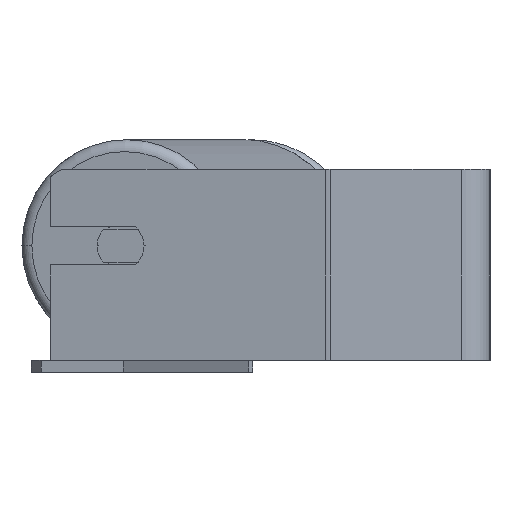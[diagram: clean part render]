
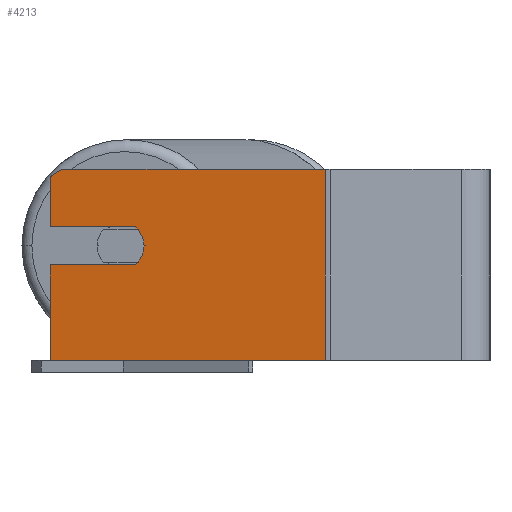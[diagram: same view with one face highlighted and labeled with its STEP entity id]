
A CAD part, left-side view. The second image highlights one B-rep face of the part: STEP entity #4213.
In plain terms, the highlighted planar face has unit normal (-0.985, 0.174, 0).
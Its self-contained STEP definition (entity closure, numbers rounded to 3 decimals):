
#89 = LINE ( 'NONE', #2870, #2202 ) ;
#185 = VECTOR ( 'NONE', #6076, 1000. ) ;
#261 = VERTEX_POINT ( 'NONE', #7515 ) ;
#282 = VECTOR ( 'NONE', #6206, 1000. ) ;
#481 = VERTEX_POINT ( 'NONE', #5103 ) ;
#486 = DIRECTION ( 'NONE',  ( 0.15, 0.853, -0.5 ) ) ;
#561 = ORIENTED_EDGE ( 'NONE', *, *, #6584, .F. ) ;
#837 = CARTESIAN_POINT ( 'NONE',  ( -489.818, 68.954, 40. ) ) ;
#853 = VERTEX_POINT ( 'NONE', #6516 ) ;
#973 = EDGE_CURVE ( 'NONE', #3247, #7573, #2174, .T. ) ;
#1220 = VECTOR ( 'NONE', #486, 1000. ) ;
#1325 = DIRECTION ( 'NONE',  ( -0.985, 0.174, 0. ) ) ;
#1605 = VECTOR ( 'NONE', #8272, 1000. ) ;
#1647 = CARTESIAN_POINT ( 'NONE',  ( -469.472, 184.338, 37.113 ) ) ;
#1807 = CARTESIAN_POINT ( 'NONE',  ( -474.682, 154.794, 8. ) ) ;
#1837 = LINE ( 'NONE', #6780, #1220 ) ;
#2007 = EDGE_CURVE ( 'NONE', #4123, #2442, #5544, .T. ) ;
#2080 = CARTESIAN_POINT ( 'NONE',  ( -469.472, 184.338, 40. ) ) ;
#2134 = LINE ( 'NONE', #6383, #282 ) ;
#2174 = CIRCLE ( 'NONE', #7294, 10. ) ;
#2202 = VECTOR ( 'NONE', #2915, 1000. ) ;
#2416 = EDGE_CURVE ( 'NONE', #481, #5044, #4089, .T. ) ;
#2429 = ORIENTED_EDGE ( 'NONE', *, *, #8329, .F. ) ;
#2442 = VERTEX_POINT ( 'NONE', #5654 ) ;
#2575 = ORIENTED_EDGE ( 'NONE', *, *, #2416, .T. ) ;
#2761 = CARTESIAN_POINT ( 'NONE',  ( -489.818, 68.954, -40. ) ) ;
#2788 = EDGE_CURVE ( 'NONE', #5501, #481, #89, .T. ) ;
#2815 = CARTESIAN_POINT ( 'NONE',  ( -469.472, 184.338, -40. ) ) ;
#2870 = CARTESIAN_POINT ( 'NONE',  ( -469.472, 184.338, 40. ) ) ;
#2915 = DIRECTION ( 'NONE',  ( 0., 0., -1. ) ) ;
#2990 = DIRECTION ( 'NONE',  ( 0.174, 0.985, 0. ) ) ;
#3008 = EDGE_LOOP ( 'NONE', ( #5882, #5943, #5773, #5456, #2429, #7383, #7709, #5959, #2575, #561 ) ) ;
#3159 = LINE ( 'NONE', #5930, #185 ) ;
#3247 = VERTEX_POINT ( 'NONE', #9050 ) ;
#3292 = DIRECTION ( 'NONE',  ( 0.174, 0.985, 0. ) ) ;
#3388 = FACE_OUTER_BOUND ( 'NONE', #3008, .T. ) ;
#3486 = AXIS2_PLACEMENT_3D ( 'NONE', #6972, #1325, #6198 ) ;
#3766 = EDGE_CURVE ( 'NONE', #5912, #4123, #1837, .T. ) ;
#3792 = EDGE_CURVE ( 'NONE', #5912, #853, #3159, .T. ) ;
#3998 = AXIS2_PLACEMENT_3D ( 'NONE', #6773, #4748, #3292 ) ;
#4075 = VECTOR ( 'NONE', #8528, 1000. ) ;
#4089 = LINE ( 'NONE', #2815, #6279 ) ;
#4123 = VERTEX_POINT ( 'NONE', #1647 ) ;
#4213 = ADVANCED_FACE ( 'NONE', ( #3388 ), #7601, .F. ) ;
#4471 = CARTESIAN_POINT ( 'NONE',  ( -469.472, 184.338, 0. ) ) ;
#4592 = DIRECTION ( 'NONE',  ( -0.985, 0.174, 0. ) ) ;
#4748 = DIRECTION ( 'NONE',  ( 0.985, -0.174, 0. ) ) ;
#5044 = VERTEX_POINT ( 'NONE', #2761 ) ;
#5103 = CARTESIAN_POINT ( 'NONE',  ( -469.472, 184.338, -40. ) ) ;
#5456 = ORIENTED_EDGE ( 'NONE', *, *, #8899, .F. ) ;
#5501 = VERTEX_POINT ( 'NONE', #4471 ) ;
#5544 = LINE ( 'NONE', #2080, #1605 ) ;
#5578 = DIRECTION ( 'NONE',  ( -0.174, -0.985, 0. ) ) ;
#5654 = CARTESIAN_POINT ( 'NONE',  ( -469.472, 184.338, 16. ) ) ;
#5773 = ORIENTED_EDGE ( 'NONE', *, *, #2007, .T. ) ;
#5882 = ORIENTED_EDGE ( 'NONE', *, *, #3792, .F. ) ;
#5912 = VERTEX_POINT ( 'NONE', #8658 ) ;
#5930 = CARTESIAN_POINT ( 'NONE',  ( -469.472, 184.338, 40. ) ) ;
#5943 = ORIENTED_EDGE ( 'NONE', *, *, #3766, .T. ) ;
#5959 = ORIENTED_EDGE ( 'NONE', *, *, #2788, .T. ) ;
#6076 = DIRECTION ( 'NONE',  ( -0.174, -0.985, 0. ) ) ;
#6198 = DIRECTION ( 'NONE',  ( -0.174, -0.985, 0. ) ) ;
#6206 = DIRECTION ( 'NONE',  ( -0.174, -0.985, 0. ) ) ;
#6251 = CIRCLE ( 'NONE', #3486, 10. ) ;
#6279 = VECTOR ( 'NONE', #5578, 1000. ) ;
#6383 = CARTESIAN_POINT ( 'NONE',  ( -475.724, 148.885, 0. ) ) ;
#6516 = CARTESIAN_POINT ( 'NONE',  ( -489.818, 68.954, 40. ) ) ;
#6584 = EDGE_CURVE ( 'NONE', #853, #5044, #7094, .T. ) ;
#6614 = DIRECTION ( 'NONE',  ( -0.174, -0.985, 0. ) ) ;
#6711 = VECTOR ( 'NONE', #2990, 1000. ) ;
#6773 = CARTESIAN_POINT ( 'NONE',  ( -469.472, 184.338, 40. ) ) ;
#6780 = CARTESIAN_POINT ( 'NONE',  ( -469.472, 184.338, 37.113 ) ) ;
#6877 = EDGE_CURVE ( 'NONE', #5501, #3247, #2134, .T. ) ;
#6960 = CARTESIAN_POINT ( 'NONE',  ( -476.418, 144.945, 8. ) ) ;
#6972 = CARTESIAN_POINT ( 'NONE',  ( -474.682, 154.794, 8. ) ) ;
#7094 = LINE ( 'NONE', #837, #4075 ) ;
#7294 = AXIS2_PLACEMENT_3D ( 'NONE', #1807, #4592, #6614 ) ;
#7383 = ORIENTED_EDGE ( 'NONE', *, *, #973, .F. ) ;
#7515 = CARTESIAN_POINT ( 'NONE',  ( -475.724, 148.885, 16. ) ) ;
#7573 = VERTEX_POINT ( 'NONE', #6960 ) ;
#7601 = PLANE ( 'NONE',  #3998 ) ;
#7709 = ORIENTED_EDGE ( 'NONE', *, *, #6877, .F. ) ;
#7842 = CARTESIAN_POINT ( 'NONE',  ( -475.724, 148.885, 16. ) ) ;
#8272 = DIRECTION ( 'NONE',  ( 0., 0., -1. ) ) ;
#8329 = EDGE_CURVE ( 'NONE', #7573, #261, #6251, .T. ) ;
#8528 = DIRECTION ( 'NONE',  ( 0., 0., -1. ) ) ;
#8542 = LINE ( 'NONE', #7842, #6711 ) ;
#8658 = CARTESIAN_POINT ( 'NONE',  ( -470.341, 179.414, 40. ) ) ;
#8899 = EDGE_CURVE ( 'NONE', #261, #2442, #8542, .T. ) ;
#9050 = CARTESIAN_POINT ( 'NONE',  ( -475.724, 148.885, 0. ) ) ;
